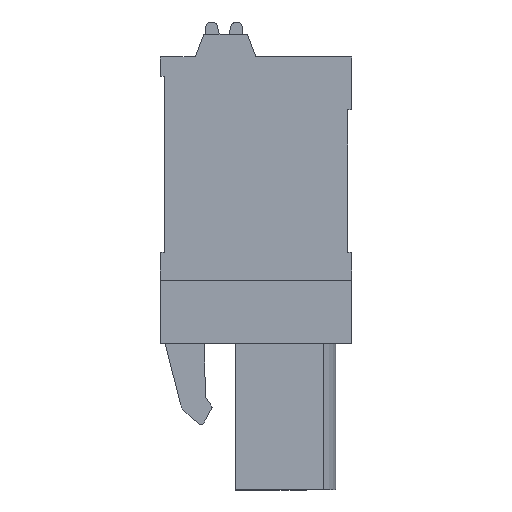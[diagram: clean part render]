
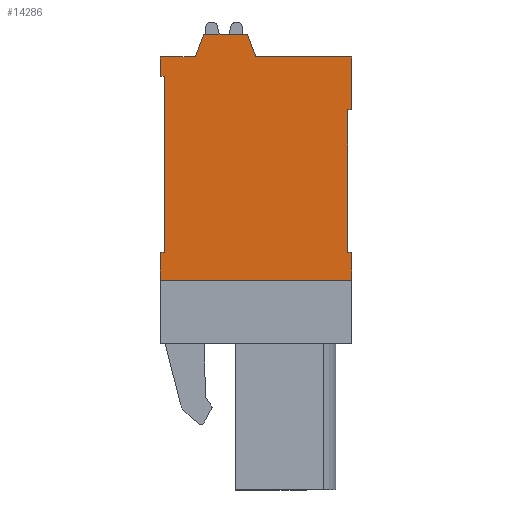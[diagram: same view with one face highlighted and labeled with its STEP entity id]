
A CAD part, left-side view. The second image highlights one B-rep face of the part: STEP entity #14286.
In plain terms, the highlighted planar face has unit normal (-1, 0, 0).
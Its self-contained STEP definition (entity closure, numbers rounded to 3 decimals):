
#1286=ORIENTED_EDGE('',*,*,#4966,.F.);
#1287=ORIENTED_EDGE('',*,*,#5286,.T.);
#1288=ORIENTED_EDGE('',*,*,#4993,.F.);
#1289=ORIENTED_EDGE('',*,*,#5285,.F.);
#1290=ORIENTED_EDGE('',*,*,#5283,.F.);
#1291=ORIENTED_EDGE('',*,*,#5281,.F.);
#1292=ORIENTED_EDGE('',*,*,#5279,.F.);
#1293=ORIENTED_EDGE('',*,*,#4856,.F.);
#1294=ORIENTED_EDGE('',*,*,#5269,.F.);
#1295=ORIENTED_EDGE('',*,*,#5268,.F.);
#1296=ORIENTED_EDGE('',*,*,#5266,.F.);
#1297=ORIENTED_EDGE('',*,*,#4883,.F.);
#1298=ORIENTED_EDGE('',*,*,#5276,.F.);
#1299=ORIENTED_EDGE('',*,*,#5274,.F.);
#1300=ORIENTED_EDGE('',*,*,#5272,.F.);
#1301=ORIENTED_EDGE('',*,*,#5270,.F.);
#4856=EDGE_CURVE('',#6944,#6945,#8345,.T.);
#4883=EDGE_CURVE('',#6970,#6971,#8372,.T.);
#4966=EDGE_CURVE('',#7028,#7029,#8445,.T.);
#4993=EDGE_CURVE('',#7049,#7050,#8472,.T.);
#5266=EDGE_CURVE('',#6971,#7248,#8725,.T.);
#5268=EDGE_CURVE('',#7248,#7249,#8727,.T.);
#5269=EDGE_CURVE('',#7249,#6944,#8728,.T.);
#5270=EDGE_CURVE('',#7029,#7250,#8729,.T.);
#5272=EDGE_CURVE('',#7250,#7251,#8731,.T.);
#5274=EDGE_CURVE('',#7251,#7252,#8733,.T.);
#5276=EDGE_CURVE('',#7252,#6970,#8735,.T.);
#5279=EDGE_CURVE('',#6945,#7253,#8738,.T.);
#5281=EDGE_CURVE('',#7253,#7254,#8740,.T.);
#5283=EDGE_CURVE('',#7254,#7255,#8742,.T.);
#5285=EDGE_CURVE('',#7255,#7049,#8744,.T.);
#5286=EDGE_CURVE('',#7028,#7050,#8745,.T.);
#6944=VERTEX_POINT('',#20244);
#6945=VERTEX_POINT('',#20246);
#6970=VERTEX_POINT('',#20300);
#6971=VERTEX_POINT('',#20302);
#7028=VERTEX_POINT('',#20459);
#7029=VERTEX_POINT('',#20461);
#7049=VERTEX_POINT('',#20509);
#7050=VERTEX_POINT('',#20511);
#7248=VERTEX_POINT('',#21043);
#7249=VERTEX_POINT('',#21047);
#7250=VERTEX_POINT('',#21053);
#7251=VERTEX_POINT('',#21057);
#7252=VERTEX_POINT('',#21061);
#7253=VERTEX_POINT('',#21072);
#7254=VERTEX_POINT('',#21076);
#7255=VERTEX_POINT('',#21080);
#8345=LINE('',#20245,#10200);
#8372=LINE('',#20301,#10227);
#8445=LINE('',#20460,#10300);
#8472=LINE('',#20510,#10327);
#8725=LINE('',#21044,#10580);
#8727=LINE('',#21048,#10582);
#8728=LINE('',#21050,#10583);
#8729=LINE('',#21052,#10584);
#8731=LINE('',#21056,#10586);
#8733=LINE('',#21060,#10588);
#8735=LINE('',#21064,#10590);
#8738=LINE('',#21071,#10593);
#8740=LINE('',#21075,#10595);
#8742=LINE('',#21079,#10597);
#8744=LINE('',#21083,#10599);
#8745=LINE('',#21085,#10600);
#10200=VECTOR('',#16238,1000.);
#10227=VECTOR('',#16271,1000.);
#10300=VECTOR('',#16400,1000.);
#10327=VECTOR('',#16431,1000.);
#10580=VECTOR('',#16848,1000.);
#10582=VECTOR('',#16852,1000.);
#10583=VECTOR('',#16855,1000.);
#10584=VECTOR('',#16858,1000.);
#10586=VECTOR('',#16862,1000.);
#10588=VECTOR('',#16866,1000.);
#10590=VECTOR('',#16870,1000.);
#10593=VECTOR('',#16881,1000.);
#10595=VECTOR('',#16885,1000.);
#10597=VECTOR('',#16889,1000.);
#10599=VECTOR('',#16893,1000.);
#10600=VECTOR('',#16896,1000.);
#12026=EDGE_LOOP('',(#1286,#1287,#1288,#1289,#1290,#1291,#1292,#1293,#1294,
#1295,#1296,#1297,#1298,#1299,#1300,#1301));
#12841=FACE_BOUND('',#12026,.T.);
#13632=PLANE('',#15148);
#14286=ADVANCED_FACE('',(#12841),#13632,.F.);
#15148=AXIS2_PLACEMENT_3D('',#21084,#16894,#16895);
#16238=DIRECTION('',(0.,-1.,0.));
#16271=DIRECTION('',(0.,-1.,0.));
#16400=DIRECTION('',(0.,0.,1.));
#16431=DIRECTION('',(0.,0.,-1.));
#16848=DIRECTION('',(0.,-0.353,0.936));
#16852=DIRECTION('',(0.,-1.,0.));
#16855=DIRECTION('',(0.,-0.353,-0.936));
#16858=DIRECTION('',(0.,-1.,0.));
#16862=DIRECTION('',(0.,0.,1.));
#16866=DIRECTION('',(0.,1.,0.));
#16870=DIRECTION('',(0.,0.,1.));
#16881=DIRECTION('',(0.,0.,-1.));
#16885=DIRECTION('',(0.,1.,0.));
#16889=DIRECTION('',(0.,0.,-1.));
#16893=DIRECTION('',(0.,-1.,0.));
#16894=DIRECTION('',(1.,0.,0.));
#16895=DIRECTION('',(0.,0.,-1.));
#16896=DIRECTION('',(0.,-1.,0.));
#20244=CARTESIAN_POINT('',(-7.62,0.01,7.14));
#20245=CARTESIAN_POINT('',(-7.62,0.01,7.14));
#20246=CARTESIAN_POINT('',(-7.62,-5.5,7.14));
#20300=CARTESIAN_POINT('',(-7.62,5.5,7.14));
#20301=CARTESIAN_POINT('',(-7.62,5.5,7.14));
#20302=CARTESIAN_POINT('',(-7.62,3.49,7.14));
#20459=CARTESIAN_POINT('',(-7.62,5.5,-5.7));
#20460=CARTESIAN_POINT('',(-7.62,5.5,-8.6));
#20461=CARTESIAN_POINT('',(-7.62,5.5,-4.1));
#20509=CARTESIAN_POINT('',(-7.62,-5.5,-4.1));
#20510=CARTESIAN_POINT('',(-7.62,-5.5,-4.1));
#20511=CARTESIAN_POINT('',(-7.62,-5.5,-5.7));
#21043=CARTESIAN_POINT('',(-7.62,3.,8.44));
#21044=CARTESIAN_POINT('',(-7.62,3.,8.44));
#21047=CARTESIAN_POINT('',(-7.62,0.5,8.44));
#21048=CARTESIAN_POINT('',(-7.62,0.5,8.44));
#21050=CARTESIAN_POINT('',(-7.62,0.01,7.14));
#21052=CARTESIAN_POINT('',(-7.62,5.5,-4.1));
#21053=CARTESIAN_POINT('',(-7.62,5.27,-4.1));
#21056=CARTESIAN_POINT('',(-7.62,5.27,-4.1));
#21057=CARTESIAN_POINT('',(-7.62,5.27,6.04));
#21060=CARTESIAN_POINT('',(-7.62,5.27,6.04));
#21061=CARTESIAN_POINT('',(-7.62,5.5,6.04));
#21064=CARTESIAN_POINT('',(-7.62,5.5,6.04));
#21071=CARTESIAN_POINT('',(-7.62,-5.5,7.14));
#21072=CARTESIAN_POINT('',(-7.62,-5.5,4.1));
#21075=CARTESIAN_POINT('',(-7.62,-5.5,4.1));
#21076=CARTESIAN_POINT('',(-7.62,-5.27,4.1));
#21079=CARTESIAN_POINT('',(-7.62,-5.27,4.1));
#21080=CARTESIAN_POINT('',(-7.62,-5.27,-4.1));
#21083=CARTESIAN_POINT('',(-7.62,-5.27,-4.1));
#21084=CARTESIAN_POINT('',(-7.62,0.,0.));
#21085=CARTESIAN_POINT('',(-7.62,5.5,-5.7));
